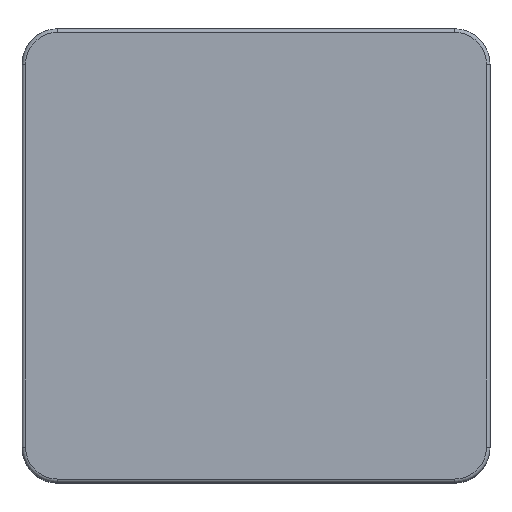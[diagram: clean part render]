
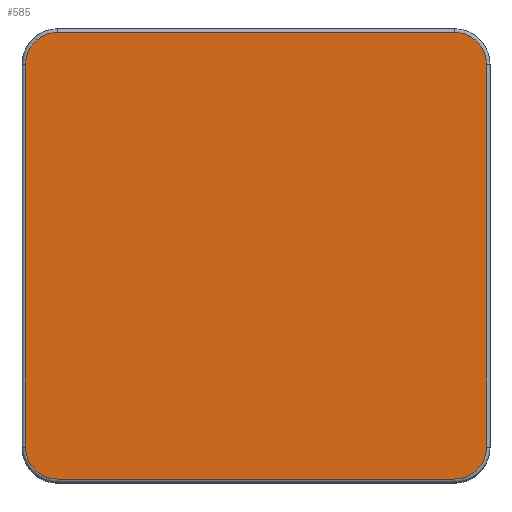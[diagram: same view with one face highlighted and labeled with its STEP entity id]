
A CAD part, top view. The second image highlights one B-rep face of the part: STEP entity #585.
In plain terms, the highlighted planar face has unit normal (0, 0, 1).
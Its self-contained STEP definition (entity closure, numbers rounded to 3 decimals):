
#44=CIRCLE('',#648,0.45);
#49=CIRCLE('',#655,0.45);
#52=CIRCLE('',#660,0.45);
#56=CIRCLE('',#666,0.45);
#107=FACE_OUTER_BOUND('',#145,.T.);
#145=EDGE_LOOP('',(#519,#520,#521,#522,#523,#524,#525,#526));
#187=LINE('',#996,#235);
#188=LINE('',#1004,#236);
#189=LINE('',#1012,#237);
#190=LINE('',#1020,#238);
#235=VECTOR('',#815,10.);
#236=VECTOR('',#826,10.);
#237=VECTOR('',#837,10.);
#238=VECTOR('',#848,10.);
#281=VERTEX_POINT('',#985);
#282=VERTEX_POINT('',#987);
#284=VERTEX_POINT('',#993);
#285=VERTEX_POINT('',#998);
#286=VERTEX_POINT('',#1002);
#287=VERTEX_POINT('',#1006);
#288=VERTEX_POINT('',#1010);
#289=VERTEX_POINT('',#1014);
#349=EDGE_CURVE('',#281,#282,#44,.T.);
#354=EDGE_CURVE('',#282,#284,#187,.T.);
#356=EDGE_CURVE('',#284,#285,#49,.T.);
#358=EDGE_CURVE('',#285,#286,#188,.T.);
#360=EDGE_CURVE('',#286,#287,#52,.T.);
#362=EDGE_CURVE('',#287,#288,#189,.T.);
#365=EDGE_CURVE('',#288,#289,#56,.T.);
#366=EDGE_CURVE('',#289,#281,#190,.T.);
#519=ORIENTED_EDGE('',*,*,#349,.F.);
#520=ORIENTED_EDGE('',*,*,#366,.F.);
#521=ORIENTED_EDGE('',*,*,#365,.F.);
#522=ORIENTED_EDGE('',*,*,#362,.F.);
#523=ORIENTED_EDGE('',*,*,#360,.F.);
#524=ORIENTED_EDGE('',*,*,#358,.F.);
#525=ORIENTED_EDGE('',*,*,#356,.F.);
#526=ORIENTED_EDGE('',*,*,#354,.F.);
#547=PLANE('',#671);
#585=ADVANCED_FACE('',(#107),#547,.T.);
#648=AXIS2_PLACEMENT_3D('',#988,#804,#805);
#655=AXIS2_PLACEMENT_3D('',#1000,#820,#821);
#660=AXIS2_PLACEMENT_3D('',#1008,#831,#832);
#666=AXIS2_PLACEMENT_3D('',#1018,#844,#845);
#671=AXIS2_PLACEMENT_3D('',#1028,#859,#860);
#804=DIRECTION('center_axis',(0.,0.,-1.));
#805=DIRECTION('ref_axis',(0.707,-0.707,0.));
#815=DIRECTION('',(-1.,0.,0.));
#820=DIRECTION('center_axis',(0.,0.,-1.));
#821=DIRECTION('ref_axis',(-0.707,-0.707,0.));
#826=DIRECTION('',(0.,1.,0.));
#831=DIRECTION('center_axis',(0.,0.,-1.));
#832=DIRECTION('ref_axis',(-0.707,0.707,0.));
#837=DIRECTION('',(1.,0.,0.));
#844=DIRECTION('center_axis',(0.,0.,-1.));
#845=DIRECTION('ref_axis',(0.707,0.707,0.));
#848=DIRECTION('',(0.,-1.,0.));
#859=DIRECTION('center_axis',(0.,0.,1.));
#860=DIRECTION('ref_axis',(1.,0.,0.));
#985=CARTESIAN_POINT('',(3.25,-2.7,4.8));
#987=CARTESIAN_POINT('',(2.8,-3.15,4.8));
#988=CARTESIAN_POINT('Origin',(2.8,-2.7,4.8));
#993=CARTESIAN_POINT('',(-2.8,-3.15,4.8));
#996=CARTESIAN_POINT('',(-1.65,-3.15,4.8));
#998=CARTESIAN_POINT('',(-3.25,-2.7,4.8));
#1000=CARTESIAN_POINT('Origin',(-2.8,-2.7,4.8));
#1002=CARTESIAN_POINT('',(-3.25,2.7,4.8));
#1004=CARTESIAN_POINT('',(-3.25,1.6,4.8));
#1006=CARTESIAN_POINT('',(-2.8,3.15,4.8));
#1008=CARTESIAN_POINT('Origin',(-2.8,2.7,4.8));
#1010=CARTESIAN_POINT('',(2.8,3.15,4.8));
#1012=CARTESIAN_POINT('',(1.65,3.15,4.8));
#1014=CARTESIAN_POINT('',(3.25,2.7,4.8));
#1018=CARTESIAN_POINT('Origin',(2.8,2.7,4.8));
#1020=CARTESIAN_POINT('',(3.25,-1.6,4.8));
#1028=CARTESIAN_POINT('Origin',(0.,0.,
4.8));
